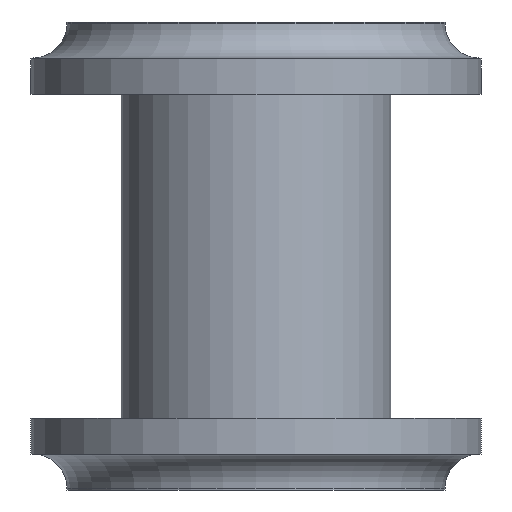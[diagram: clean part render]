
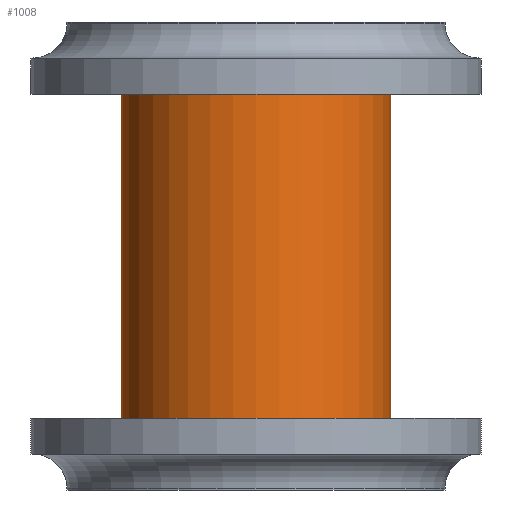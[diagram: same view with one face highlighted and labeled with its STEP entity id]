
A CAD part, front view. The second image highlights one B-rep face of the part: STEP entity #1008.
In plain terms, the highlighted cylindrical face has radius 75 mm (diameter 150 mm), a partial arc.
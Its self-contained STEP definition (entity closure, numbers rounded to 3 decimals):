
#272 = VERTEX_POINT ( 'NONE', #562 ) ;
#562 = CARTESIAN_POINT ( 'NONE',  ( 75., 0., -90. ) ) ;
#840 = CARTESIAN_POINT ( 'NONE',  ( -75., 0., 90. ) ) ;
#862 = AXIS2_PLACEMENT_3D ( 'NONE', #4226, #4256, #4887 ) ;
#1008 = ADVANCED_FACE ( 'NONE', ( #7846 ), #5944, .T. ) ;
#1031 = EDGE_CURVE ( 'NONE', #5811, #272, #3761, .T. ) ;
#1462 = ORIENTED_EDGE ( 'NONE', *, *, #1031, .F. ) ;
#1679 = CARTESIAN_POINT ( 'NONE',  ( -75., 0., -90. ) ) ;
#1919 = ORIENTED_EDGE ( 'NONE', *, *, #2098, .T. ) ;
#2098 = EDGE_CURVE ( 'NONE', #4310, #272, #8466, .T. ) ;
#2122 = VECTOR ( 'NONE', #4322, 1000. ) ;
#2281 = CARTESIAN_POINT ( 'NONE',  ( 75., 0., 90. ) ) ;
#2652 = CIRCLE ( 'NONE', #5079, 75. ) ;
#2719 = EDGE_LOOP ( 'NONE', ( #1462, #4192, #7235, #1919 ) ) ;
#3118 = DIRECTION ( 'NONE',  ( 0., 0., 1. ) ) ;
#3169 = CARTESIAN_POINT ( 'NONE',  ( -75., 0., 90. ) ) ;
#3736 = CARTESIAN_POINT ( 'NONE',  ( 0., 0., 90. ) ) ;
#3761 = LINE ( 'NONE', #5069, #8044 ) ;
#4192 = ORIENTED_EDGE ( 'NONE', *, *, #5517, .F. ) ;
#4226 = CARTESIAN_POINT ( 'NONE',  ( 0., 0., -90. ) ) ;
#4256 = DIRECTION ( 'NONE',  ( 0., 0., 1. ) ) ;
#4310 = VERTEX_POINT ( 'NONE', #1679 ) ;
#4322 = DIRECTION ( 'NONE',  ( 0., 0., -1. ) ) ;
#4373 = DIRECTION ( 'NONE',  ( 0., 0., -1. ) ) ;
#4401 = DIRECTION ( 'NONE',  ( -1., 0., 0. ) ) ;
#4887 = DIRECTION ( 'NONE',  ( 1., 0., 0. ) ) ;
#5069 = CARTESIAN_POINT ( 'NONE',  ( 75., 0., 90. ) ) ;
#5079 = AXIS2_PLACEMENT_3D ( 'NONE', #5099, #3118, #8472 ) ;
#5099 = CARTESIAN_POINT ( 'NONE',  ( 0., 0., 90. ) ) ;
#5517 = EDGE_CURVE ( 'NONE', #8431, #5811, #2652, .T. ) ;
#5531 = AXIS2_PLACEMENT_3D ( 'NONE', #3736, #4373, #4401 ) ;
#5739 = DIRECTION ( 'NONE',  ( 0., 0., -1. ) ) ;
#5811 = VERTEX_POINT ( 'NONE', #2281 ) ;
#5944 = CYLINDRICAL_SURFACE ( 'NONE', #5531, 75. ) ;
#6269 = EDGE_CURVE ( 'NONE', #8431, #4310, #8413, .T. ) ;
#7235 = ORIENTED_EDGE ( 'NONE', *, *, #6269, .T. ) ;
#7846 = FACE_OUTER_BOUND ( 'NONE', #2719, .T. ) ;
#8044 = VECTOR ( 'NONE', #5739, 1000. ) ;
#8413 = LINE ( 'NONE', #840, #2122 ) ;
#8431 = VERTEX_POINT ( 'NONE', #3169 ) ;
#8466 = CIRCLE ( 'NONE', #862, 75. ) ;
#8472 = DIRECTION ( 'NONE',  ( 1., 0., 0. ) ) ;
